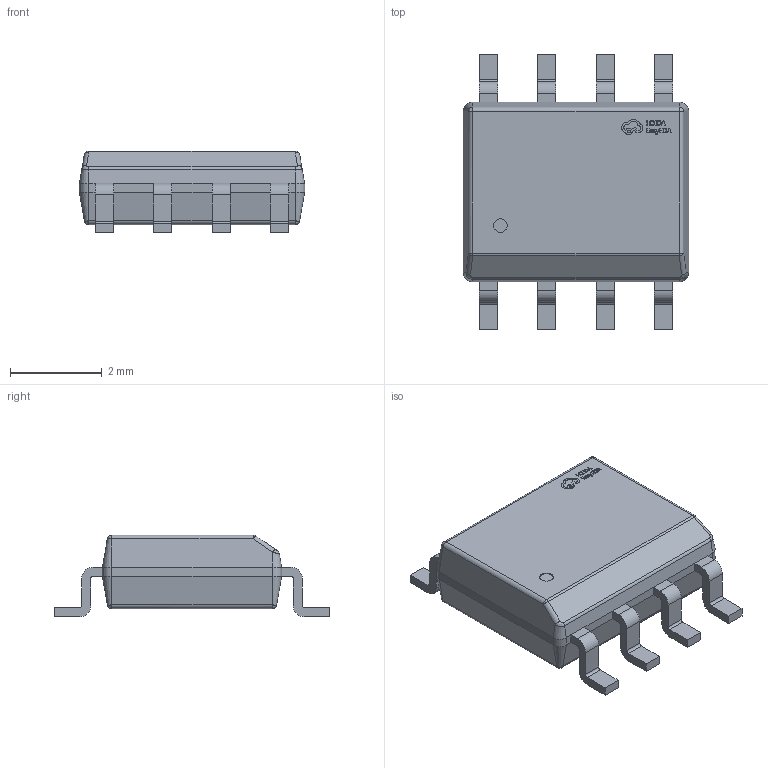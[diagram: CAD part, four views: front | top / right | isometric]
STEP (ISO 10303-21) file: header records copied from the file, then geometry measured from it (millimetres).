
FILE_DESCRIPTION (( 'STEP AP214' ), '1' );
FILE_NAME ('SOIC-8_L4.9-W3.9-P1.27-LS6.1-BL.step', '2022-07-26T09:18:19', ( '' ), ( '' ), 'SwSTEP 2.0', 'SolidWorks 2020', '' );
FILE_SCHEMA (( 'AUTOMOTIVE_DESIGN' ));
Length unit declared in the file: millimetre
Products named in the file (1): SOIC-8_L4.9-W3.9-P1.27-LS6.1-BL
Bounding box: 4.9 x 6 x 1.78 mm (x, y, z)
Volume: 29.8 mm3; surface area: 77.3 mm2
Topology: 14 solids, 14 shells, 453 faces, 1181 edges, 758 vertices
Faces by surface type: plane 274, bspline 120, cylinder 49, cone 8, sphere 2
Entity records: 20244 total; most frequent: CARTESIAN_POINT 5437, ORIENTED_EDGE 2350, DIRECTION 1679, EDGE_CURVE 1175, VECTOR 839, LINE 839, VERTEX_POINT 758, EDGE_LOOP 473
